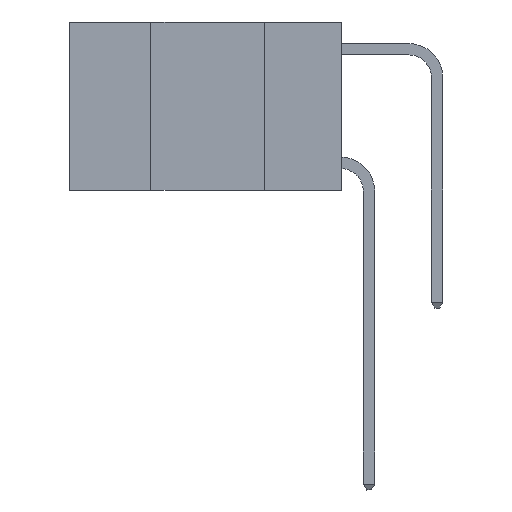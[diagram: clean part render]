
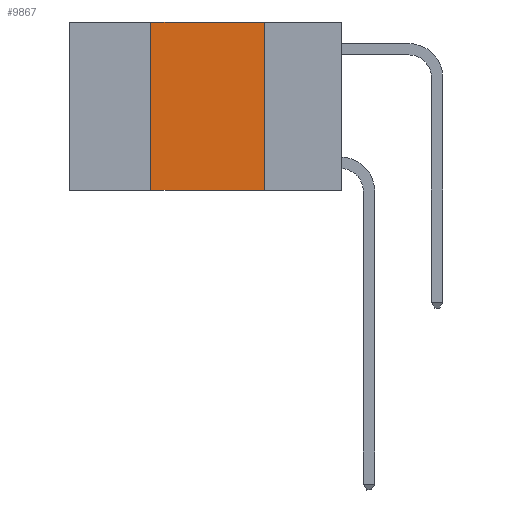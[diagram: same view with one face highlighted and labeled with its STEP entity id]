
A CAD part, left-side view. The second image highlights one B-rep face of the part: STEP entity #9867.
In plain terms, the highlighted planar face has unit normal (-1, 0, 0).
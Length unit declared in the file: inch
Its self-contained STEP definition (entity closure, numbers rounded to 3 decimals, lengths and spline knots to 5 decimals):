
#72 = CARTESIAN_POINT ( 'NONE',  ( 0., 0.6, -0.37 ) ) ;
#165 = CARTESIAN_POINT ( 'NONE',  ( 0., 0.6, 0. ) ) ;
#771 = VECTOR ( 'NONE', #15835, 39.37008 ) ;
#1632 = ORIENTED_EDGE ( 'NONE', *, *, #3326, .F. ) ;
#3023 = LINE ( 'NONE', #6101, #11408 ) ;
#3326 = EDGE_CURVE ( 'NONE', #12851, #8666, #3023, .T. ) ;
#3386 = CARTESIAN_POINT ( 'NONE',  ( 0., 0.42, 0. ) ) ;
#3913 = VECTOR ( 'NONE', #14346, 39.37008 ) ;
#4314 = EDGE_CURVE ( 'NONE', #8666, #16110, #7562, .T. ) ;
#4391 = AXIS2_PLACEMENT_3D ( 'NONE', #165, #13031, #11068 ) ;
#4794 = EDGE_LOOP ( 'NONE', ( #7743, #1632, #11016, #8208 ) ) ;
#6101 = CARTESIAN_POINT ( 'NONE',  ( 0., 0.6, 0. ) ) ;
#6322 = EDGE_CURVE ( 'NONE', #11065, #12851, #18705, .T. ) ;
#6986 = CARTESIAN_POINT ( 'NONE',  ( 0., 0.42, 0. ) ) ;
#7562 = LINE ( 'NONE', #10753, #14357 ) ;
#7567 = DIRECTION ( 'NONE',  ( 0., -1., 0. ) ) ;
#7743 = ORIENTED_EDGE ( 'NONE', *, *, #4314, .F. ) ;
#8208 = ORIENTED_EDGE ( 'NONE', *, *, #11331, .T. ) ;
#8666 = VERTEX_POINT ( 'NONE', #13025 ) ;
#8704 = CARTESIAN_POINT ( 'NONE',  ( 0., 0.42, -0.37 ) ) ;
#9539 = LINE ( 'NONE', #72, #771 ) ;
#9867 = ADVANCED_FACE ( 'NONE', ( #15421 ), #18732, .F. ) ;
#10753 = CARTESIAN_POINT ( 'NONE',  ( 0., 0.17, 0. ) ) ;
#11016 = ORIENTED_EDGE ( 'NONE', *, *, #6322, .F. ) ;
#11065 = VERTEX_POINT ( 'NONE', #8704 ) ;
#11068 = DIRECTION ( 'NONE',  ( 0., 0., -1. ) ) ;
#11331 = EDGE_CURVE ( 'NONE', #11065, #16110, #9539, .T. ) ;
#11408 = VECTOR ( 'NONE', #7567, 39.37008 ) ;
#12851 = VERTEX_POINT ( 'NONE', #6986 ) ;
#13025 = CARTESIAN_POINT ( 'NONE',  ( 0., 0.17, 0. ) ) ;
#13031 = DIRECTION ( 'NONE',  ( 1., 0., 0. ) ) ;
#14346 = DIRECTION ( 'NONE',  ( 0., 0., 1. ) ) ;
#14357 = VECTOR ( 'NONE', #16639, 39.37008 ) ;
#15421 = FACE_OUTER_BOUND ( 'NONE', #4794, .T. ) ;
#15835 = DIRECTION ( 'NONE',  ( 0., -1., 0. ) ) ;
#16110 = VERTEX_POINT ( 'NONE', #19898 ) ;
#16639 = DIRECTION ( 'NONE',  ( 0., 0., -1. ) ) ;
#18705 = LINE ( 'NONE', #3386, #3913 ) ;
#18732 = PLANE ( 'NONE',  #4391 ) ;
#19898 = CARTESIAN_POINT ( 'NONE',  ( 0., 0.17, -0.37 ) ) ;
